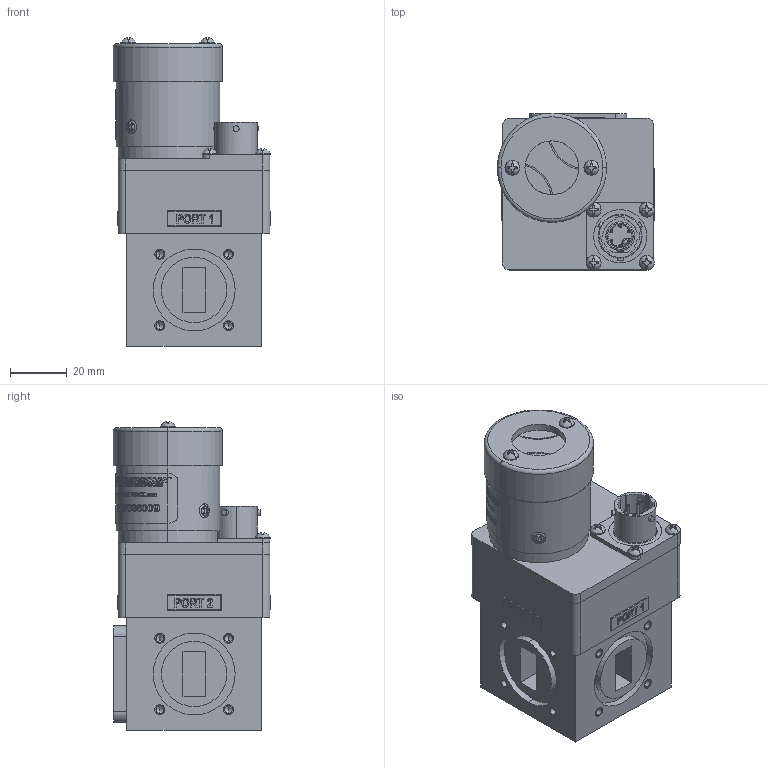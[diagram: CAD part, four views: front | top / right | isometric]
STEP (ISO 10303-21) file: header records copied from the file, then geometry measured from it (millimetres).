
FILE_DESCRIPTION (( 'STEP AP203' ), '1' );
FILE_NAME ('PEWGS6009.step', '2018-10-30T15:53:48', ( '' ), ( '' ), 'SwSTEP 2.0', 'SolidWorks 2017', '' );
FILE_SCHEMA (( 'CONFIG_CONTROL_DESIGN' ));
Length unit declared in the file: inch
Products named in the file (3):  PEWGS6009^PEWGS6009; PEWGS6009;  PEWGS6008^PEWGS6009
Assembly tree (1 placements, depth 2):
  PEWGS6009
     PEWGS6009^PEWGS6009
   PEWGS6008^PEWGS6009
Bounding box: 55.63 x 55.63 x 108.97 mm (x, y, z)
Volume: 209633.2 mm3; surface area: 31071.5 mm2
Topology: 1 solids, 9 shells, 1219 faces, 3840 edges, 2773 vertices
Faces by surface type: plane 503, cylinder 367, bspline 149, cone 138, torus 46, sphere 16
Entity records: 61058 total; most frequent: CARTESIAN_POINT 28962, ORIENTED_EDGE 7564, DIRECTION 5620, EDGE_CURVE 3782, VERTEX_POINT 2773, AXIS2_PLACEMENT_3D 2090, LINE 1440, VECTOR 1440
